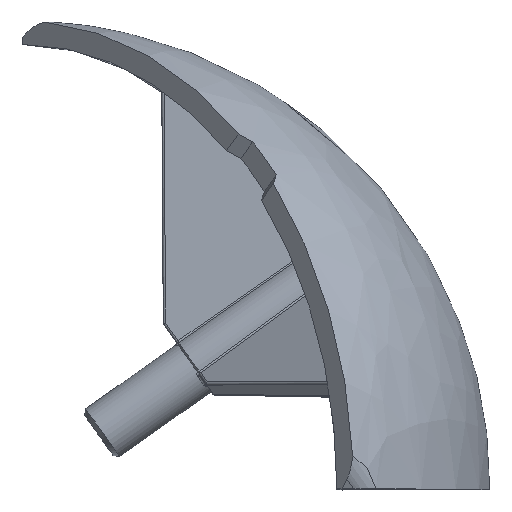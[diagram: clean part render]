
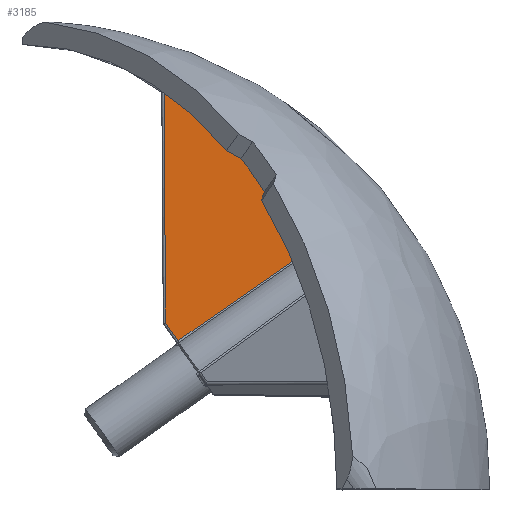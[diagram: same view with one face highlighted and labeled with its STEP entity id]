
A CAD part, top view. The second image highlights one B-rep face of the part: STEP entity #3185.
In plain terms, the highlighted planar face has unit normal (-0.014, -0.01, 1).
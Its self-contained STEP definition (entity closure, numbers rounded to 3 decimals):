
#77 = VERTEX_POINT ( 'NONE', #860 ) ;
#83 = VERTEX_POINT ( 'NONE', #725 ) ;
#351 = LINE ( 'NONE', #1349, #503 ) ;
#377 = AXIS2_PLACEMENT_3D ( 'NONE', #1497, #1478, #1472 ) ;
#503 = VECTOR ( 'NONE', #1291, 1000. ) ;
#582 = EDGE_CURVE ( 'NONE', #77, #2215, #1149, .T. ) ;
#589 = EDGE_CURVE ( 'NONE', #83, #1618, #351, .T. ) ;
#681 = B_SPLINE_CURVE_WITH_KNOTS ( 'NONE', 3,
 ( #3690, #3644, #3609, #3608, #3601, #3596, #3591, #3588, #3578, #3563, #3558, #3553, #3530, #3483, #3469, #3460, #3456, #3453, #3451 ),
 .UNSPECIFIED., .F., .F.,
 ( 4, 1, 1, 2, 2, 2, 1, 1, 1, 2, 2, 4 ),
 ( 0., 0.125, 0.187, 0.219, 0.25, 0.5, 0.625, 0.687, 0.719, 0.734, 0.75, 1. ),
 .UNSPECIFIED. ) ;
#725 = CARTESIAN_POINT ( 'NONE',  ( 12.237, 14.21, 0.753 ) ) ;
#860 = CARTESIAN_POINT ( 'NONE',  ( 13.382, 12.751, 0.755 ) ) ;
#1149 = B_SPLINE_CURVE_WITH_KNOTS ( 'NONE', 3,
 ( #1417, #1361, #1343, #1338 ),
 .UNSPECIFIED., .F., .F.,
 ( 4, 4 ),
 ( 0., 1. ),
 .UNSPECIFIED. ) ;
#1199 = EDGE_CURVE ( 'NONE', #3704, #83, #1456, .T. ) ;
#1285 = EDGE_CURVE ( 'NONE', #2215, #3704, #681, .T. ) ;
#1291 = DIRECTION ( 'NONE',  ( 0.577, -0.816, 0. ) ) ;
#1338 = CARTESIAN_POINT ( 'NONE',  ( 29.312, 23.837, 1.094 ) ) ;
#1343 = CARTESIAN_POINT ( 'NONE',  ( 24.146, 20.252, 0.984 ) ) ;
#1349 = CARTESIAN_POINT ( 'NONE',  ( 12.237, 14.21, 0.753 ) ) ;
#1361 = CARTESIAN_POINT ( 'NONE',  ( 18.836, 16.557, 0.871 ) ) ;
#1417 = CARTESIAN_POINT ( 'NONE',  ( 13.382, 12.751, 0.755 ) ) ;
#1456 = LINE ( 'NONE', #4075, #1506 ) ;
#1472 = DIRECTION ( 'NONE',  ( 1., 0., 0.014 ) ) ;
#1478 = DIRECTION ( 'NONE',  ( -0.014, -0.01, 1. ) ) ;
#1487 = PLANE ( 'NONE',  #377 ) ;
#1497 = CARTESIAN_POINT ( 'NONE',  ( 1.793, 28.641, 0.75 ) ) ;
#1506 = VECTOR ( 'NONE', #4126, 1000. ) ;
#1618 = VERTEX_POINT ( 'NONE', #1935 ) ;
#1744 = CARTESIAN_POINT ( 'NONE',  ( 29.312, 23.837, 1.094 ) ) ;
#1935 = CARTESIAN_POINT ( 'NONE',  ( 13.362, 12.619, 0.753 ) ) ;
#2215 = VERTEX_POINT ( 'NONE', #1744 ) ;
#2224 = ORIENTED_EDGE ( 'NONE', *, *, #589, .T. ) ;
#2645 = EDGE_LOOP ( 'NONE', ( #3320, #3630, #3026, #2224, #3733 ) ) ;
#2810 = CARTESIAN_POINT ( 'NONE',  ( 12.1, 35.795, 0.969 ) ) ;
#3018 = CARTESIAN_POINT ( 'NONE',  ( 13.362, 12.619, 0.753 ) ) ;
#3026 = ORIENTED_EDGE ( 'NONE', *, *, #1199, .T. ) ;
#3027 = CARTESIAN_POINT ( 'NONE',  ( 13.369, 12.663, 0.754 ) ) ;
#3067 = CARTESIAN_POINT ( 'NONE',  ( 13.376, 12.707, 0.755 ) ) ;
#3185 = ADVANCED_FACE ( 'NONE', ( #3662 ), #1487, .T. ) ;
#3210 = CARTESIAN_POINT ( 'NONE',  ( 13.382, 12.751, 0.755 ) ) ;
#3320 = ORIENTED_EDGE ( 'NONE', *, *, #582, .T. ) ;
#3451 = CARTESIAN_POINT ( 'NONE',  ( 12.1, 35.795, 0.969 ) ) ;
#3453 = CARTESIAN_POINT ( 'NONE',  ( 13.771, 35.23, 0.987 ) ) ;
#3456 = CARTESIAN_POINT ( 'NONE',  ( 15.394, 34.551, 1.003 ) ) ;
#3460 = CARTESIAN_POINT ( 'NONE',  ( 17.068, 33.709, 1.019 ) ) ;
#3469 = CARTESIAN_POINT ( 'NONE',  ( 17.168, 33.658, 1.02 ) ) ;
#3483 = CARTESIAN_POINT ( 'NONE',  ( 17.366, 33.556, 1.021 ) ) ;
#3530 = CARTESIAN_POINT ( 'NONE',  ( 17.663, 33.402, 1.024 ) ) ;
#3553 = CARTESIAN_POINT ( 'NONE',  ( 18.348, 33.034, 1.03 ) ) ;
#3558 = CARTESIAN_POINT ( 'NONE',  ( 19.699, 32.263, 1.042 ) ) ;
#3563 = CARTESIAN_POINT ( 'NONE',  ( 20.82, 31.541, 1.05 ) ) ;
#3578 = CARTESIAN_POINT ( 'NONE',  ( 23.014, 30.017, 1.066 ) ) ;
#3588 = CARTESIAN_POINT ( 'NONE',  ( 24.399, 28.902, 1.075 ) ) ;
#3591 = CARTESIAN_POINT ( 'NONE',  ( 25.867, 27.539, 1.082 ) ) ;
#3596 = CARTESIAN_POINT ( 'NONE',  ( 26.026, 27.389, 1.083 ) ) ;
#3601 = CARTESIAN_POINT ( 'NONE',  ( 26.344, 27.083, 1.084 ) ) ;
#3608 = CARTESIAN_POINT ( 'NONE',  ( 26.816, 26.622, 1.086 ) ) ;
#3609 = CARTESIAN_POINT ( 'NONE',  ( 27.888, 25.516, 1.09 ) ) ;
#3630 = ORIENTED_EDGE ( 'NONE', *, *, #1285, .T. ) ;
#3644 = CARTESIAN_POINT ( 'NONE',  ( 28.756, 24.521, 1.093 ) ) ;
#3662 = FACE_OUTER_BOUND ( 'NONE', #2645, .T. ) ;
#3690 = CARTESIAN_POINT ( 'NONE',  ( 29.312, 23.837, 1.094 ) ) ;
#3704 = VERTEX_POINT ( 'NONE', #2810 ) ;
#3728 = B_SPLINE_CURVE_WITH_KNOTS ( 'NONE', 3,
 ( #3210, #3067, #3027, #3018 ),
 .UNSPECIFIED., .F., .F.,
 ( 4, 4 ),
 ( 0., 0. ),
 .UNSPECIFIED. ) ;
#3733 = ORIENTED_EDGE ( 'NONE', *, *, #4112, .F. ) ;
#4075 = CARTESIAN_POINT ( 'NONE',  ( 12.1, 35.795, 0.969 ) ) ;
#4112 = EDGE_CURVE ( 'NONE', #77, #1618, #3728, .T. ) ;
#4126 = DIRECTION ( 'NONE',  ( 0.006, -1., -0.01 ) ) ;
